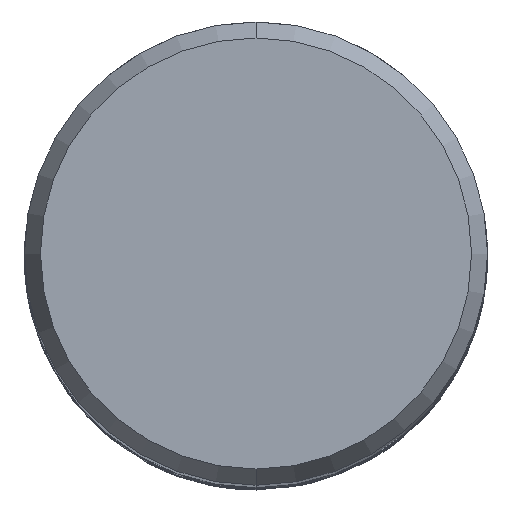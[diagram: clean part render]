
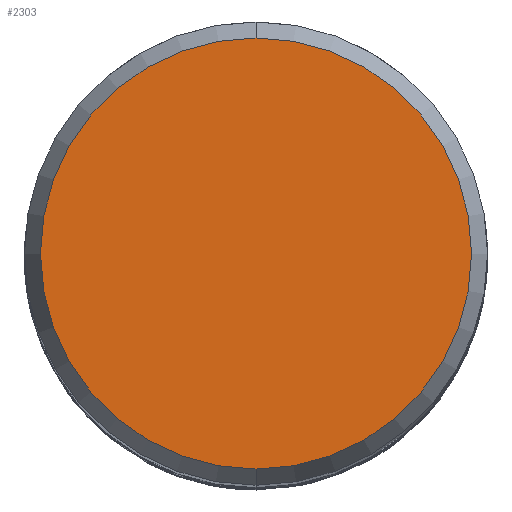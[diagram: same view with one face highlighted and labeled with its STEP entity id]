
A CAD part, top view. The second image highlights one B-rep face of the part: STEP entity #2303.
In plain terms, the highlighted planar face has unit normal (0, 0, 1).
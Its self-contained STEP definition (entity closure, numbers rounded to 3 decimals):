
#1263=VERTEX_POINT('',#3484);
#1299=VERTEX_POINT('',#3522);
#2009=EDGE_CURVE('',#1299,#1263,#4297,.T.);
#2089=EDGE_CURVE('',#1263,#1299,#4382,.T.);
#2303=ADVANCED_FACE('',(#4614),#4615,.T.);
#3484=CARTESIAN_POINT('',(0.0,9.307,0.0));
#3522=CARTESIAN_POINT('',(0.,-9.307,0.0));
#4297=CIRCLE('',#15751,9.307);
#4382=CIRCLE('',#17329,9.307);
#4614=FACE_OUTER_BOUND('',#20387,.T.);
#4615=PLANE('',#20388);
#15751=AXIS2_PLACEMENT_3D('',#34363,#34364,#34365);
#17329=AXIS2_PLACEMENT_3D('',#34432,#34433,#34434);
#20387=EDGE_LOOP('',(#34649,#34650));
#20388=AXIS2_PLACEMENT_3D('',#34651,#34652,#34653);
#34363=CARTESIAN_POINT('',(0.0,0.0,0.0));
#34364=DIRECTION('',(0.0,0.0,-1.0));
#34365=DIRECTION('',(0.0,1.0,0.0));
#34432=CARTESIAN_POINT('',(0.0,0.0,0.0));
#34433=DIRECTION('',(0.0,0.0,-1.0));
#34434=DIRECTION('',(0.0,1.0,0.0));
#34649=ORIENTED_EDGE('',*,*,#2089,.F.);
#34650=ORIENTED_EDGE('',*,*,#2009,.F.);
#34651=CARTESIAN_POINT('',(0.0,4.654,0.0));
#34652=DIRECTION('',(-0.0,0.0,1.0));
#34653=DIRECTION('',(0.0,-1.0,0.0));
